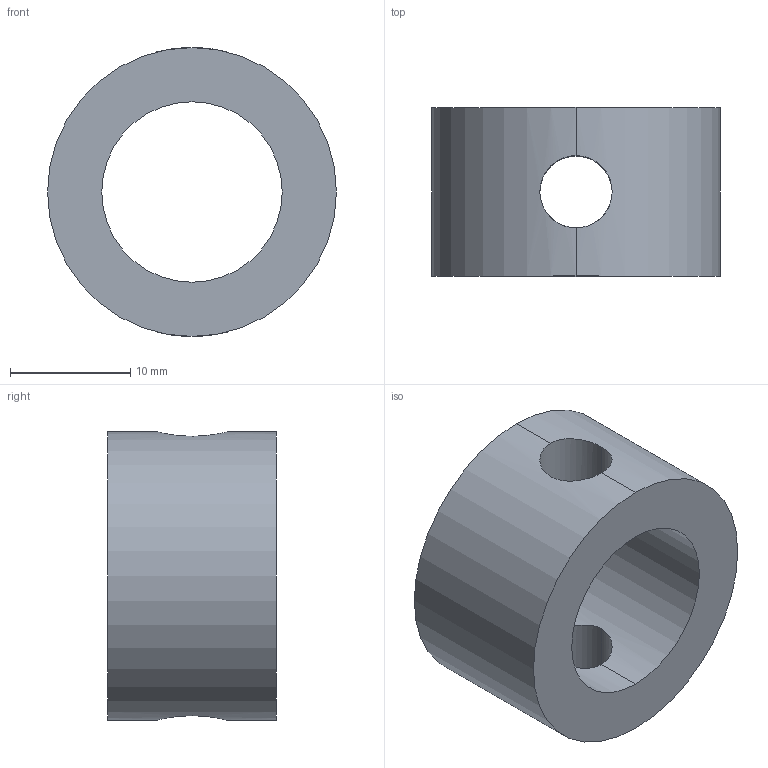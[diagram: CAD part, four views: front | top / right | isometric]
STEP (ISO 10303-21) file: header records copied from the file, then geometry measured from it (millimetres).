
FILE_DESCRIPTION (( 'STEP AP214' ), '1' );
FILE_NAME ('nut.STEP', '2024-01-25T15:22:39', ( '' ), ( '' ), 'SwSTEP 2.0', 'SolidWorks 2023', '' );
FILE_SCHEMA (( 'AUTOMOTIVE_DESIGN' ));
Length unit declared in the file: millimetre
Products named in the file (1): nut
Bounding box: 24 x 14 x 24 mm (x, y, z)
Volume: 3601.7 mm3; surface area: 2326.1 mm2
Topology: 1 solids, 1 shells, 10 faces, 36 edges, 24 vertices
Faces by surface type: cylinder 8, plane 2
Entity records: 651 total; most frequent: CARTESIAN_POINT 331, ORIENTED_EDGE 72, DIRECTION 50, EDGE_CURVE 36, VERTEX_POINT 24, AXIS2_PLACEMENT_3D 19, B_SPLINE_CURVE_WITH_KNOTS 16, VECTOR 12
